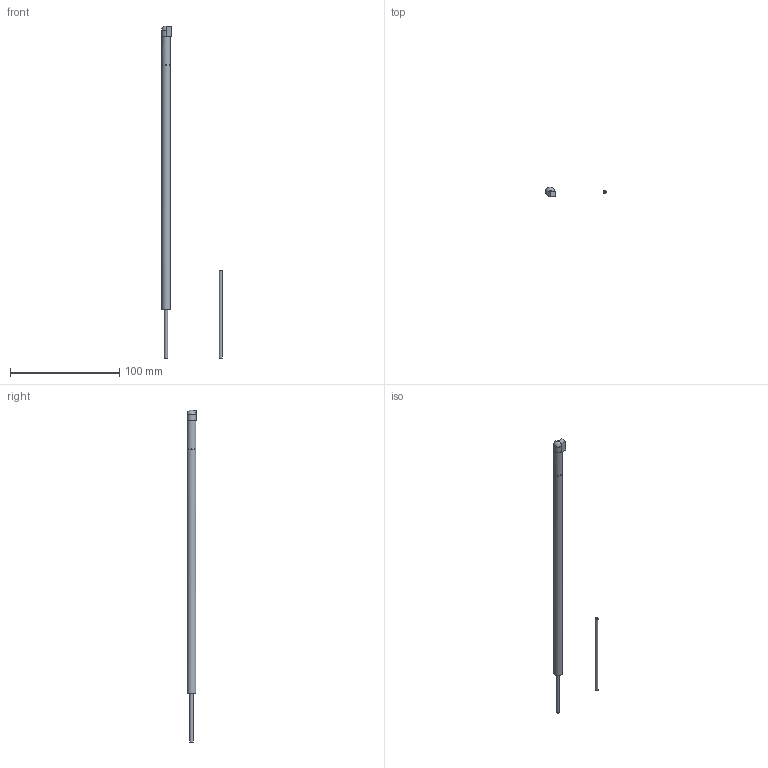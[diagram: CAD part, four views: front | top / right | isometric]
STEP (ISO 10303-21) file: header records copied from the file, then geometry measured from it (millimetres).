
FILE_DESCRIPTION(('FreeCAD Model'),'2;1');
FILE_NAME('Assembly8mBAD.step', '2017-12-01T15:56:11',('Author'),(''), 'Open CASCADE STEP processor 6.8','FreeCAD','Unknown');
FILE_SCHEMA(('AUTOMOTIVE_DESIGN_CC2 { 1 2 10303 214 -1 1 5 4 }'));
Length unit declared in the file: millimetre
Products named in the file (16): ASSEMBLY; Pocket; Pocket001; Revolution; Pad; Pad001; Pad002; Pad003; PolarPattern; Sketch002; Sketch003; Sketch001; Sketch; Sketch004; Sketch005; Sketch006
Assembly tree (15 placements, depth 2):
  ASSEMBLY
    Pocket
    Pocket001
    Revolution
    Pad
    Pad001
    Pad002
    Pad003
    PolarPattern
    Sketch002
    Sketch003
    Sketch001
    Sketch
    Sketch004
    Sketch005
    Sketch006
Bounding box: 55.5 x 9 x 304 mm (x, y, z)
Volume: 30211.1 mm3; surface area: 62310.5 mm2
Topology: 8 solids, 8 shells, 77 faces, 239 edges, 187 vertices
Faces by surface type: plane 41, cylinder 35, revolution 1
Full cylindrical faces by diameter (mm): 1 x17, 2 x3, 3 x3, 6 x6, 8 x6
Entity records: 15846 total; most frequent: CARTESIAN_POINT 11327, DIRECTION 655, ORIENTED_EDGE 432, PCURVE 432, DEFINITIONAL_REPRESENTATION 432, LINE 340, VECTOR 340, B_SPLINE_CURVE_WITH_KNOTS 228
